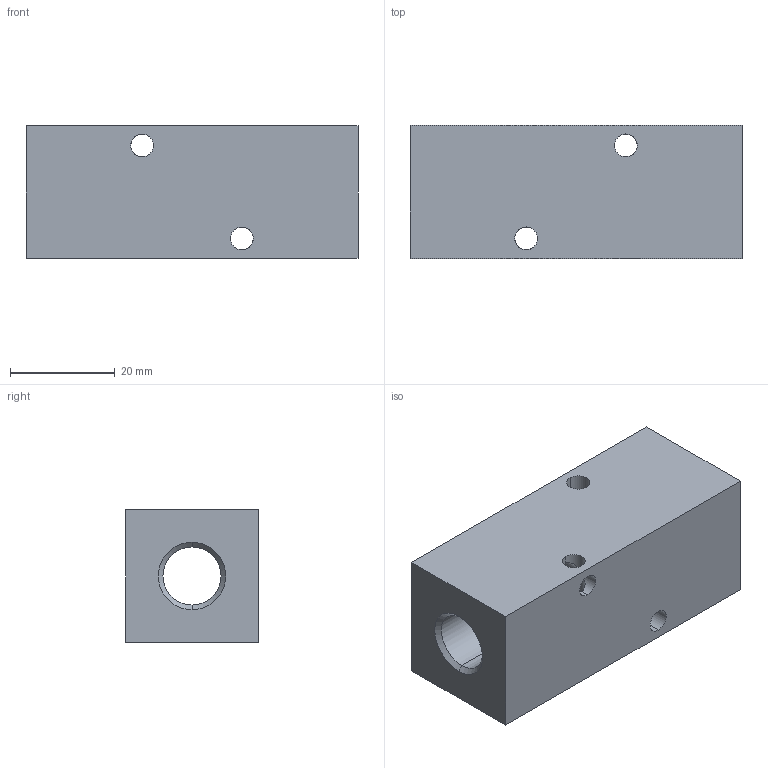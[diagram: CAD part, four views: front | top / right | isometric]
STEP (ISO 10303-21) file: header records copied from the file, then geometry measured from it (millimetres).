
FILE_DESCRIPTION (( 'STEP AP214' ), '1' );
FILE_NAME ('MRN-3CB.step', '2018-10-25T18:28:23', ( '' ), ( '' ), 'SwSTEP 2.0', 'SolidWorks 2018', '' );
FILE_SCHEMA (( 'AUTOMOTIVE_DESIGN' ));
Length unit declared in the file: inch
Products named in the file (1): MRN-3CB
Bounding box: 63.5 x 25.4 x 25.4 mm (x, y, z)
Volume: 31986.8 mm3; surface area: 11102.6 mm2
Topology: 1 solids, 1 shells, 40 faces, 104 edges, 62 vertices
Faces by surface type: cylinder 24, cone 10, plane 6
Entity records: 1504 total; most frequent: CARTESIAN_POINT 483, ORIENTED_EDGE 208, DIRECTION 200, EDGE_CURVE 104, AXIS2_PLACEMENT_3D 77, VERTEX_POINT 62, EDGE_LOOP 56, LINE 46
